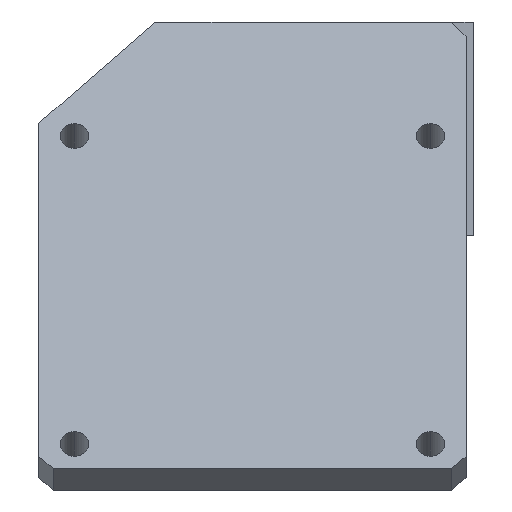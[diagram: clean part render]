
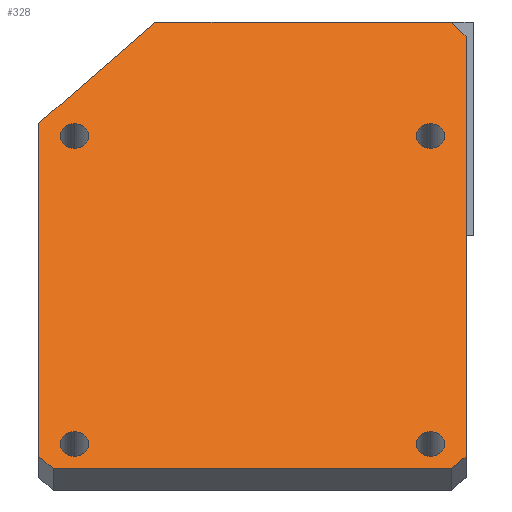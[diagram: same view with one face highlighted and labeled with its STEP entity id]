
A CAD part, top view. The second image highlights one B-rep face of the part: STEP entity #328.
In plain terms, the highlighted planar face has unit normal (0, 0.5, 0.866).
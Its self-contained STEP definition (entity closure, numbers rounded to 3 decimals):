
#1 = LINE ( 'NONE', #1678, #498 ) ;
#9 = DIRECTION ( 'NONE',  ( 0., 0.5, 0.866 ) ) ;
#32 = ORIENTED_EDGE ( 'NONE', *, *, #1276, .F. ) ;
#43 = VERTEX_POINT ( 'NONE', #53 ) ;
#53 = CARTESIAN_POINT ( 'NONE',  ( -51.1, -31.055, 51.25 ) ) ;
#68 = CARTESIAN_POINT ( 'NONE',  ( 6.9, -32.787, 52.25 ) ) ;
#89 = CARTESIAN_POINT ( 'NONE',  ( -46.1, 15.711, 24.25 ) ) ;
#94 = CIRCLE ( 'NONE', #637, 2. ) ;
#103 = ORIENTED_EDGE ( 'NONE', *, *, #293, .F. ) ;
#106 = ORIENTED_EDGE ( 'NONE', *, *, #156, .F. ) ;
#126 = EDGE_LOOP ( 'NONE', ( #544, #1348 ) ) ;
#137 = EDGE_LOOP ( 'NONE', ( #103, #1297 ) ) ;
#156 = EDGE_CURVE ( 'NONE', #1254, #1540, #1689, .T. ) ;
#162 = VECTOR ( 'NONE', #2008, 1000. ) ;
#164 = VECTOR ( 'NONE', #287, 1000. ) ;
#165 = AXIS2_PLACEMENT_3D ( 'NONE', #482, #1153, #978 ) ;
#189 = CARTESIAN_POINT ( 'NONE',  ( -49.1, -32.787, 52.25 ) ) ;
#196 = VERTEX_POINT ( 'NONE', #523 ) ;
#197 = CARTESIAN_POINT ( 'NONE',  ( 3.9, 13.979, 25.25 ) ) ;
#219 = CARTESIAN_POINT ( 'NONE',  ( 3.9, -29.323, 50.25 ) ) ;
#253 = ORIENTED_EDGE ( 'NONE', *, *, #720, .T. ) ;
#272 = DIRECTION ( 'NONE',  ( -1., 0., 0. ) ) ;
#287 = DIRECTION ( 'NONE',  ( 0., -0.866, 0.5 ) ) ;
#293 = EDGE_CURVE ( 'NONE', #1225, #1735, #1941, .T. ) ;
#328 = ADVANCED_FACE ( 'NONE', ( #2070, #560, #1236, #1914, #1248 ), #1071, .F. ) ;
#330 = CARTESIAN_POINT ( 'NONE',  ( 8.9, 28., 17.155 ) ) ;
#363 = ORIENTED_EDGE ( 'NONE', *, *, #492, .T. ) ;
#367 = DIRECTION ( 'NONE',  ( 0.707, -0.612, 0.354 ) ) ;
#382 = VECTOR ( 'NONE', #272, 1000. ) ;
#391 = VERTEX_POINT ( 'NONE', #934 ) ;
#422 = LINE ( 'NONE', #1468, #953 ) ;
#424 = CIRCLE ( 'NONE', #2114, 2. ) ;
#425 = EDGE_CURVE ( 'NONE', #1254, #43, #766, .T. ) ;
#476 = EDGE_LOOP ( 'NONE', ( #2022, #32 ) ) ;
#479 = EDGE_CURVE ( 'NONE', #1676, #652, #422, .T. ) ;
#482 = CARTESIAN_POINT ( 'NONE',  ( -46.1, -29.323, 50.25 ) ) ;
#492 = EDGE_CURVE ( 'NONE', #1222, #1676, #1820, .T. ) ;
#498 = VECTOR ( 'NONE', #1501, 1000. ) ;
#523 = CARTESIAN_POINT ( 'NONE',  ( -46.1, -31.055, 51.25 ) ) ;
#534 = CIRCLE ( 'NONE', #1308, 2. ) ;
#544 = ORIENTED_EDGE ( 'NONE', *, *, #1563, .F. ) ;
#556 = VERTEX_POINT ( 'NONE', #1014 ) ;
#560 = FACE_BOUND ( 'NONE', #476, .T. ) ;
#604 = DIRECTION ( 'NONE',  ( 0., 0.5, 0.866 ) ) ;
#615 = CARTESIAN_POINT ( 'NONE',  ( 90.138, 30., 16. ) ) ;
#616 = CARTESIAN_POINT ( 'NONE',  ( -46.1, 12.246, 26.25 ) ) ;
#621 = DIRECTION ( 'NONE',  ( 0., -0.866, 0.5 ) ) ;
#625 = EDGE_CURVE ( 'NONE', #391, #196, #1436, .T. ) ;
#637 = AXIS2_PLACEMENT_3D ( 'NONE', #1006, #9, #1355 ) ;
#649 = EDGE_CURVE ( 'NONE', #652, #2128, #1, .T. ) ;
#652 = VERTEX_POINT ( 'NONE', #330 ) ;
#662 = CARTESIAN_POINT ( 'NONE',  ( 3.9, 15.711, 24.25 ) ) ;
#670 = AXIS2_PLACEMENT_3D ( 'NONE', #1900, #1740, #1214 ) ;
#720 = EDGE_CURVE ( 'NONE', #43, #1466, #1381, .T. ) ;
#759 = EDGE_CURVE ( 'NONE', #1735, #1225, #2043, .T. ) ;
#763 = EDGE_CURVE ( 'NONE', #837, #556, #424, .T. ) ;
#766 = LINE ( 'NONE', #791, #164 ) ;
#791 = CARTESIAN_POINT ( 'NONE',  ( -51.1, 14.428, 24.99 ) ) ;
#835 = ORIENTED_EDGE ( 'NONE', *, *, #855, .T. ) ;
#837 = VERTEX_POINT ( 'NONE', #915 ) ;
#855 = EDGE_CURVE ( 'NONE', #2128, #1540, #2129, .T. ) ;
#898 = DIRECTION ( 'NONE',  ( 0., 0.5, 0.866 ) ) ;
#912 = AXIS2_PLACEMENT_3D ( 'NONE', #1751, #1575, #1409 ) ;
#915 = CARTESIAN_POINT ( 'NONE',  ( 3.9, -27.591, 49.25 ) ) ;
#916 = AXIS2_PLACEMENT_3D ( 'NONE', #197, #1389, #1027 ) ;
#934 = CARTESIAN_POINT ( 'NONE',  ( -46.1, -27.591, 49.25 ) ) ;
#935 = CARTESIAN_POINT ( 'NONE',  ( -51.1, 15.772, 24.214 ) ) ;
#938 = EDGE_CURVE ( 'NONE', #196, #391, #1903, .T. ) ;
#943 = ORIENTED_EDGE ( 'NONE', *, *, #649, .T. ) ;
#953 = VECTOR ( 'NONE', #1100, 1000. ) ;
#978 = DIRECTION ( 'NONE',  ( 0., -0.866, 0.5 ) ) ;
#1006 = CARTESIAN_POINT ( 'NONE',  ( -46.1, 13.979, 25.25 ) ) ;
#1014 = CARTESIAN_POINT ( 'NONE',  ( 3.9, -31.055, 51.25 ) ) ;
#1027 = DIRECTION ( 'NONE',  ( 0., -0.866, 0.5 ) ) ;
#1058 = EDGE_LOOP ( 'NONE', ( #1066, #1361 ) ) ;
#1066 = ORIENTED_EDGE ( 'NONE', *, *, #938, .F. ) ;
#1071 = PLANE ( 'NONE',  #912 ) ;
#1093 = VECTOR ( 'NONE', #367, 1000. ) ;
#1100 = DIRECTION ( 'NONE',  ( 0., 0.866, -0.5 ) ) ;
#1131 = ORIENTED_EDGE ( 'NONE', *, *, #1386, .F. ) ;
#1153 = DIRECTION ( 'NONE',  ( 0., 0.5, 0.866 ) ) ;
#1213 = CARTESIAN_POINT ( 'NONE',  ( -34.671, 30., 16. ) ) ;
#1214 = DIRECTION ( 'NONE',  ( 0., -0.866, 0.5 ) ) ;
#1222 = VERTEX_POINT ( 'NONE', #68 ) ;
#1225 = VERTEX_POINT ( 'NONE', #1422 ) ;
#1236 = FACE_BOUND ( 'NONE', #137, .T. ) ;
#1248 = FACE_OUTER_BOUND ( 'NONE', #2139, .T. ) ;
#1254 = VERTEX_POINT ( 'NONE', #935 ) ;
#1276 = EDGE_CURVE ( 'NONE', #1302, #1717, #2116, .T. ) ;
#1280 = DIRECTION ( 'NONE',  ( 0., -0.866, 0.5 ) ) ;
#1281 = CARTESIAN_POINT ( 'NONE',  ( 8.9, -31.055, 51.25 ) ) ;
#1289 = DIRECTION ( 'NONE',  ( -1., 0., 0. ) ) ;
#1297 = ORIENTED_EDGE ( 'NONE', *, *, #759, .F. ) ;
#1302 = VERTEX_POINT ( 'NONE', #89 ) ;
#1308 = AXIS2_PLACEMENT_3D ( 'NONE', #219, #1418, #2060 ) ;
#1348 = ORIENTED_EDGE ( 'NONE', *, *, #763, .F. ) ;
#1355 = DIRECTION ( 'NONE',  ( 0., -0.866, 0.5 ) ) ;
#1361 = ORIENTED_EDGE ( 'NONE', *, *, #625, .F. ) ;
#1381 = LINE ( 'NONE', #1887, #1093 ) ;
#1386 = EDGE_CURVE ( 'NONE', #1222, #1466, #1821, .T. ) ;
#1389 = DIRECTION ( 'NONE',  ( 0., 0.5, 0.866 ) ) ;
#1398 = ORIENTED_EDGE ( 'NONE', *, *, #425, .T. ) ;
#1409 = DIRECTION ( 'NONE',  ( 0., 0.866, -0.5 ) ) ;
#1418 = DIRECTION ( 'NONE',  ( 0., 0.5, 0.866 ) ) ;
#1422 = CARTESIAN_POINT ( 'NONE',  ( 3.9, 12.246, 26.25 ) ) ;
#1434 = EDGE_CURVE ( 'NONE', #1717, #1302, #94, .T. ) ;
#1436 = CIRCLE ( 'NONE', #165, 2. ) ;
#1466 = VERTEX_POINT ( 'NONE', #189 ) ;
#1468 = CARTESIAN_POINT ( 'NONE',  ( 8.9, 14.428, 24.99 ) ) ;
#1501 = DIRECTION ( 'NONE',  ( -0.655, 0.655, -0.378 ) ) ;
#1535 = CARTESIAN_POINT ( 'NONE',  ( -51.1, 15.772, 24.214 ) ) ;
#1540 = VERTEX_POINT ( 'NONE', #1213 ) ;
#1563 = EDGE_CURVE ( 'NONE', #556, #837, #534, .T. ) ;
#1571 = ORIENTED_EDGE ( 'NONE', *, *, #479, .T. ) ;
#1572 = DIRECTION ( 'NONE',  ( 0., -0.866, 0.5 ) ) ;
#1575 = DIRECTION ( 'NONE',  ( 0., -0.5, -0.866 ) ) ;
#1576 = CARTESIAN_POINT ( 'NONE',  ( -46.1, 13.979, 25.25 ) ) ;
#1592 = DIRECTION ( 'NONE',  ( 0.707, 0.612, -0.354 ) ) ;
#1664 = VECTOR ( 'NONE', #1289, 1000. ) ;
#1676 = VERTEX_POINT ( 'NONE', #1281 ) ;
#1678 = CARTESIAN_POINT ( 'NONE',  ( 2.941, 33.959, 13.714 ) ) ;
#1689 = LINE ( 'NONE', #1535, #162 ) ;
#1704 = CARTESIAN_POINT ( 'NONE',  ( 3.9, -29.323, 50.25 ) ) ;
#1717 = VERTEX_POINT ( 'NONE', #616 ) ;
#1735 = VERTEX_POINT ( 'NONE', #662 ) ;
#1740 = DIRECTION ( 'NONE',  ( 0., 0.5, 0.866 ) ) ;
#1751 = CARTESIAN_POINT ( 'NONE',  ( 90.138, 14.428, 24.99 ) ) ;
#1769 = AXIS2_PLACEMENT_3D ( 'NONE', #2118, #604, #1280 ) ;
#1820 = LINE ( 'NONE', #2133, #2182 ) ;
#1821 = LINE ( 'NONE', #1990, #382 ) ;
#1887 = CARTESIAN_POINT ( 'NONE',  ( -49.1, -32.787, 52.25 ) ) ;
#1900 = CARTESIAN_POINT ( 'NONE',  ( 3.9, 13.979, 25.25 ) ) ;
#1903 = CIRCLE ( 'NONE', #1769, 2. ) ;
#1904 = AXIS2_PLACEMENT_3D ( 'NONE', #1576, #2110, #621 ) ;
#1914 = FACE_BOUND ( 'NONE', #126, .T. ) ;
#1925 = CARTESIAN_POINT ( 'NONE',  ( 6.9, 30., 16. ) ) ;
#1941 = CIRCLE ( 'NONE', #670, 2. ) ;
#1990 = CARTESIAN_POINT ( 'NONE',  ( 90.138, -32.787, 52.25 ) ) ;
#2008 = DIRECTION ( 'NONE',  ( 0.707, 0.612, -0.354 ) ) ;
#2022 = ORIENTED_EDGE ( 'NONE', *, *, #1434, .F. ) ;
#2043 = CIRCLE ( 'NONE', #916, 2. ) ;
#2060 = DIRECTION ( 'NONE',  ( 0., -0.866, 0.5 ) ) ;
#2070 = FACE_BOUND ( 'NONE', #1058, .T. ) ;
#2110 = DIRECTION ( 'NONE',  ( 0., 0.5, 0.866 ) ) ;
#2114 = AXIS2_PLACEMENT_3D ( 'NONE', #1704, #898, #1572 ) ;
#2116 = CIRCLE ( 'NONE', #1904, 2. ) ;
#2118 = CARTESIAN_POINT ( 'NONE',  ( -46.1, -29.323, 50.25 ) ) ;
#2128 = VERTEX_POINT ( 'NONE', #1925 ) ;
#2129 = LINE ( 'NONE', #615, #1664 ) ;
#2133 = CARTESIAN_POINT ( 'NONE',  ( 6.9, -32.787, 52.25 ) ) ;
#2139 = EDGE_LOOP ( 'NONE', ( #1571, #943, #835, #106, #1398, #253, #1131, #363 ) ) ;
#2182 = VECTOR ( 'NONE', #1592, 1000. ) ;
